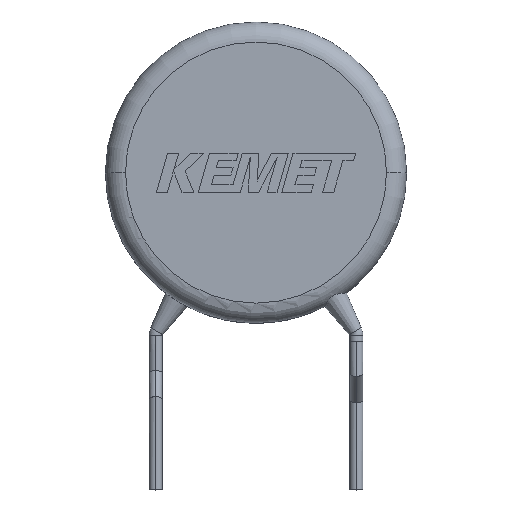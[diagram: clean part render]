
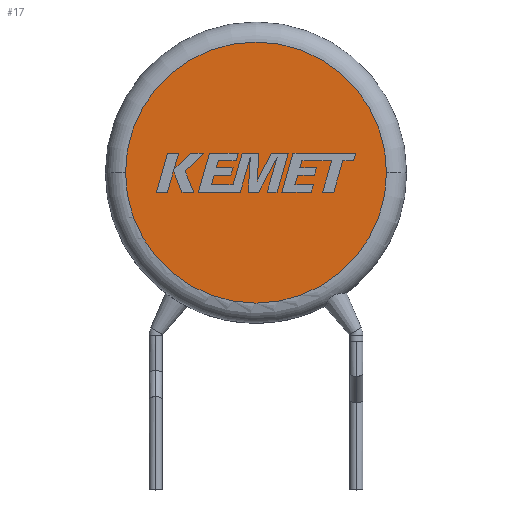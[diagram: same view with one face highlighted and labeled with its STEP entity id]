
A CAD part, top view. The second image highlights one B-rep face of the part: STEP entity #17.
In plain terms, the highlighted planar face has unit normal (0, 0, 1).
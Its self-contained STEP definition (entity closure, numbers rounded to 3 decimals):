
#17 = ADVANCED_FACE ( 'NONE', ( #3610 ), #3298, .T. ) ;
#359 = CARTESIAN_POINT ( 'NONE',  ( 0., 0., 5. ) ) ;
#465 = AXIS2_PLACEMENT_3D ( 'NONE', #973, #4193, #1926 ) ;
#706 = DIRECTION ( 'NONE',  ( 0., 0., 1. ) ) ;
#881 = CIRCLE ( 'NONE', #465, 6.5 ) ;
#973 = CARTESIAN_POINT ( 'NONE',  ( 0., 0., 5. ) ) ;
#983 = CIRCLE ( 'NONE', #2281, 6.5 ) ;
#1040 = ORIENTED_EDGE ( 'NONE', *, *, #2315, .T. ) ;
#1340 = VERTEX_POINT ( 'NONE', #2176 ) ;
#1430 = AXIS2_PLACEMENT_3D ( 'NONE', #359, #2609, #2582 ) ;
#1435 = ORIENTED_EDGE ( 'NONE', *, *, #2174, .T. ) ;
#1926 = DIRECTION ( 'NONE',  ( 1., 0., 0. ) ) ;
#1961 = VERTEX_POINT ( 'NONE', #3164 ) ;
#2052 = CARTESIAN_POINT ( 'NONE',  ( 0., 0., 5. ) ) ;
#2174 = EDGE_CURVE ( 'NONE', #1340, #1961, #983, .T. ) ;
#2176 = CARTESIAN_POINT ( 'NONE',  ( 6.5, 0., 5. ) ) ;
#2281 = AXIS2_PLACEMENT_3D ( 'NONE', #2052, #706, #3632 ) ;
#2315 = EDGE_CURVE ( 'NONE', #1961, #1340, #881, .T. ) ;
#2435 = EDGE_LOOP ( 'NONE', ( #1435, #1040 ) ) ;
#2582 = DIRECTION ( 'NONE',  ( 1., 0., 0. ) ) ;
#2609 = DIRECTION ( 'NONE',  ( 0., 0., 1. ) ) ;
#3164 = CARTESIAN_POINT ( 'NONE',  ( -6.5, 0., 5. ) ) ;
#3298 = PLANE ( 'NONE',  #1430 ) ;
#3610 = FACE_OUTER_BOUND ( 'NONE', #2435, .T. ) ;
#3632 = DIRECTION ( 'NONE',  ( 1., 0., 0. ) ) ;
#4193 = DIRECTION ( 'NONE',  ( 0., 0., 1. ) ) ;
